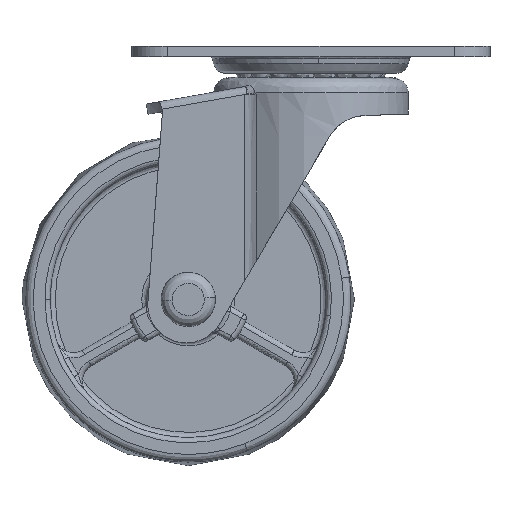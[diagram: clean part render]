
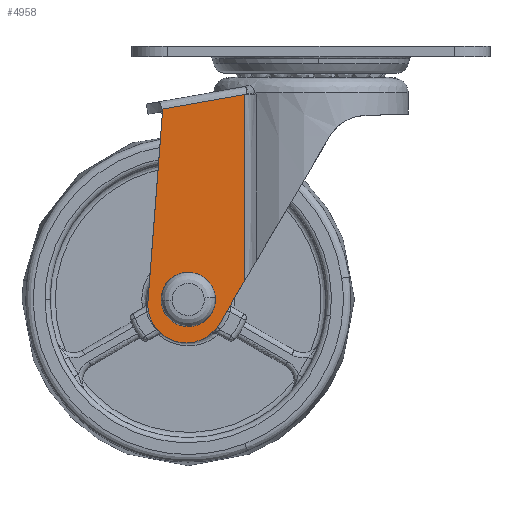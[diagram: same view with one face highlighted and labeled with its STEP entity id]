
A CAD part, front view. The second image highlights one B-rep face of the part: STEP entity #4958.
In plain terms, the highlighted free-form (B-spline) face has degree [1, 1] with [2, 2] control points.
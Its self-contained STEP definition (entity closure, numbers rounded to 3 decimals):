
#1101=CARTESIAN_POINT('',(3.227,-14.989,-0.384));
#1102=VERTEX_POINT('',#1101);
#1108=CARTESIAN_POINT('',(0.0,-14.989,3.25));
#1109=VERTEX_POINT('',#1108);
#1110=CARTESIAN_POINT('',(3.227,-14.989,-0.384));
#1111=CARTESIAN_POINT('',(3.25,-14.989,-0.192));
#1112=CARTESIAN_POINT('',(3.25,-14.989,0.0));
#1113=CARTESIAN_POINT('',(3.25,-14.989,3.25));
#1114=CARTESIAN_POINT('',(0.0,-14.989,3.25));
#1122=(BOUNDED_CURVE()B_SPLINE_CURVE(2,(#1110,#1111,#1112,#1113,#1114),.UNSPECIFIED.,.F.,.U.)B_SPLINE_CURVE_WITH_KNOTS((3,2,3),(0.23,0.25,0.5),.UNSPECIFIED.)CURVE()GEOMETRIC_REPRESENTATION_ITEM()RATIONAL_B_SPLINE_CURVE((0.956,0.976,1.0,0.707,1.0))REPRESENTATION_ITEM(''));
#1123=EDGE_CURVE('',#1102,#1109,#1122,.T.);
#1125=CARTESIAN_POINT('',(-3.244,-14.989,0.198));
#1126=VERTEX_POINT('',#1125);
#1127=CARTESIAN_POINT('',(0.0,-14.989,3.25));
#1128=CARTESIAN_POINT('',(-3.057,-14.989,3.25));
#1129=CARTESIAN_POINT('',(-3.244,-14.989,0.198));
#1137=(BOUNDED_CURVE()B_SPLINE_CURVE(2,(#1127,#1128,#1129),.UNSPECIFIED.,.F.,.U.)B_SPLINE_CURVE_WITH_KNOTS((3,3),(0.5,0.739),.UNSPECIFIED.)CURVE()GEOMETRIC_REPRESENTATION_ITEM()RATIONAL_B_SPLINE_CURVE((1.0,0.72,0.976))REPRESENTATION_ITEM(''));
#1138=EDGE_CURVE('',#1109,#1126,#1137,.T.);
#1212=CARTESIAN_POINT('',(0.0,-14.989,-3.25));
#1213=VERTEX_POINT('',#1212);
#1214=CARTESIAN_POINT('',(-3.244,-14.989,0.198));
#1215=CARTESIAN_POINT('',(-3.25,-14.989,0.099));
#1216=CARTESIAN_POINT('',(-3.25,-14.989,0.0));
#1217=CARTESIAN_POINT('',(-3.25,-14.989,-3.25));
#1218=CARTESIAN_POINT('',(0.0,-14.989,-3.25));
#1226=(BOUNDED_CURVE()B_SPLINE_CURVE(2,(#1214,#1215,#1216,#1217,#1218),.UNSPECIFIED.,.F.,.U.)B_SPLINE_CURVE_WITH_KNOTS((3,2,3),(0.739,0.75,1.0),.UNSPECIFIED.)CURVE()GEOMETRIC_REPRESENTATION_ITEM()RATIONAL_B_SPLINE_CURVE((0.976,0.988,1.0,0.707,1.0))REPRESENTATION_ITEM(''));
#1227=EDGE_CURVE('',#1126,#1213,#1226,.T.);
#1229=CARTESIAN_POINT('',(0.0,-14.989,-3.25));
#1230=CARTESIAN_POINT('',(2.887,-14.989,-3.25));
#1231=CARTESIAN_POINT('',(3.227,-14.989,-0.384));
#1239=(BOUNDED_CURVE()B_SPLINE_CURVE(2,(#1229,#1230,#1231),.UNSPECIFIED.,.F.,.U.)B_SPLINE_CURVE_WITH_KNOTS((3,3),(0.0,0.23),.UNSPECIFIED.)CURVE()GEOMETRIC_REPRESENTATION_ITEM()RATIONAL_B_SPLINE_CURVE((1.0,0.731,0.956))REPRESENTATION_ITEM(''));
#1240=EDGE_CURVE('',#1213,#1102,#1239,.T.);
#2488=CARTESIAN_POINT('',(-5.032,-14.989,36.73));
#2489=VERTEX_POINT('',#2488);
#3730=CARTESIAN_POINT('',(11.023,-14.989,40.068));
#3731=VERTEX_POINT('',#3730);
#3793=CARTESIAN_POINT('',(11.023,-14.989,3.622));
#3794=VERTEX_POINT('',#3793);
#3811=CARTESIAN_POINT('',(11.023,-14.989,3.622));
#3812=CARTESIAN_POINT('',(11.023,-14.989,40.068));
#3813=QUASI_UNIFORM_CURVE('',1,(#3811,#3812),.UNSPECIFIED.,.F.,.U.);
#3814=EDGE_CURVE('',#3794,#3731,#3813,.T.);
#3900=CARTESIAN_POINT('',(-5.119,-14.989,37.222));
#3901=VERTEX_POINT('',#3900);
#3928=CARTESIAN_POINT('',(11.023,-14.989,40.068));
#3929=CARTESIAN_POINT('',(-5.119,-14.989,37.222));
#3930=QUASI_UNIFORM_CURVE('',1,(#3928,#3929),.UNSPECIFIED.,.F.,.U.);
#3931=EDGE_CURVE('',#3731,#3901,#3930,.T.);
#4003=CARTESIAN_POINT('',(-7.878,-14.989,-0.427));
#4004=VERTEX_POINT('',#4003);
#4005=CARTESIAN_POINT('',(-5.032,-14.989,36.73));
#4006=CARTESIAN_POINT('',(-7.878,-14.989,-0.427));
#4007=QUASI_UNIFORM_CURVE('',1,(#4005,#4006),.UNSPECIFIED.,.F.,.U.);
#4008=EDGE_CURVE('',#2489,#4004,#4007,.T.);
#4107=CARTESIAN_POINT('',(6.064,-14.989,-4.804));
#4108=VERTEX_POINT('',#4107);
#4109=CARTESIAN_POINT('',(6.064,-14.989,-4.804));
#4110=CARTESIAN_POINT('',(11.023,-14.989,3.622));
#4111=QUASI_UNIFORM_CURVE('',1,(#4109,#4110),.UNSPECIFIED.,.F.,.U.);
#4112=EDGE_CURVE('',#4108,#3794,#4111,.T.);
#4221=CARTESIAN_POINT('',(-7.878,-14.989,-0.427));
#4222=CARTESIAN_POINT('',(-8.333,-14.989,-6.37));
#4223=CARTESIAN_POINT('',(-2.647,-14.989,-8.156));
#4224=CARTESIAN_POINT('',(3.04,-14.989,-9.941));
#4225=CARTESIAN_POINT('',(6.064,-14.989,-4.804));
#4233=(BOUNDED_CURVE()B_SPLINE_CURVE(2,(#4221,#4222,#4223,#4224,#4225),.UNSPECIFIED.,.F.,.U.)B_SPLINE_CURVE_WITH_KNOTS((3,2,3),(0.0,0.5,1.0),.UNSPECIFIED.)CURVE()GEOMETRIC_REPRESENTATION_ITEM()RATIONAL_B_SPLINE_CURVE((1.0,0.783,1.0,0.783,1.0))REPRESENTATION_ITEM(''));
#4234=EDGE_CURVE('',#4004,#4108,#4233,.T.);
#4841=CARTESIAN_POINT('',(-5.032,-14.989,36.73));
#4842=CARTESIAN_POINT('',(-5.119,-14.989,37.222));
#4843=QUASI_UNIFORM_CURVE('',1,(#4841,#4842),.UNSPECIFIED.,.F.,.U.);
#4844=EDGE_CURVE('',#2489,#3901,#4843,.T.);
#4939=CARTESIAN_POINT('',(-8.845,-14.989,42.494));
#4940=CARTESIAN_POINT('',(-8.845,-14.989,-10.921));
#4941=CARTESIAN_POINT('',(11.968,-14.989,42.494));
#4942=CARTESIAN_POINT('',(11.968,-14.989,-10.921));
#4943=B_SPLINE_SURFACE_WITH_KNOTS('',1,1,((#4939,#4941),(#4940,#4942)),.UNSPECIFIED.,.F.,.F.,.U.,(2,2),(2,2),(0.0,53.415),(0.0,20.813),.UNSPECIFIED.);
#4944=ORIENTED_EDGE('',*,*,#4112,.T.);
#4945=ORIENTED_EDGE('',*,*,#3814,.T.);
#4946=ORIENTED_EDGE('',*,*,#3931,.T.);
#4947=ORIENTED_EDGE('',*,*,#4844,.F.);
#4948=ORIENTED_EDGE('',*,*,#4008,.T.);
#4949=ORIENTED_EDGE('',*,*,#4234,.T.);
#4950=EDGE_LOOP('',(#4944,#4945,#4946,#4947,#4948,#4949));
#4951=FACE_OUTER_BOUND('',#4950,.T.);
#4952=ORIENTED_EDGE('',*,*,#1138,.F.);
#4953=ORIENTED_EDGE('',*,*,#1123,.F.);
#4954=ORIENTED_EDGE('',*,*,#1240,.F.);
#4955=ORIENTED_EDGE('',*,*,#1227,.F.);
#4956=EDGE_LOOP('',(#4952,#4953,#4954,#4955));
#4957=FACE_BOUND('',#4956,.T.);
#4958=ADVANCED_FACE('',(#4951,#4957),#4943,.T.);
